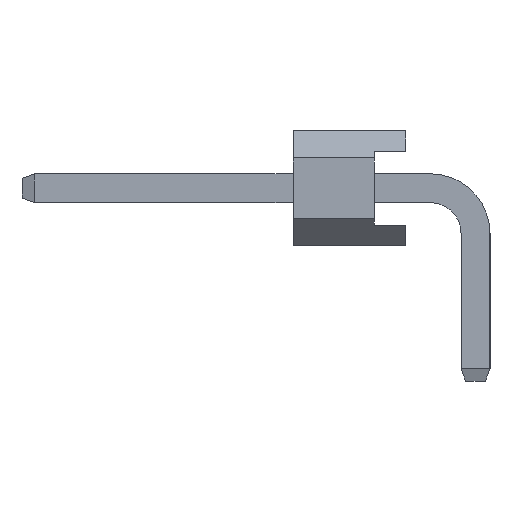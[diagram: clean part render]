
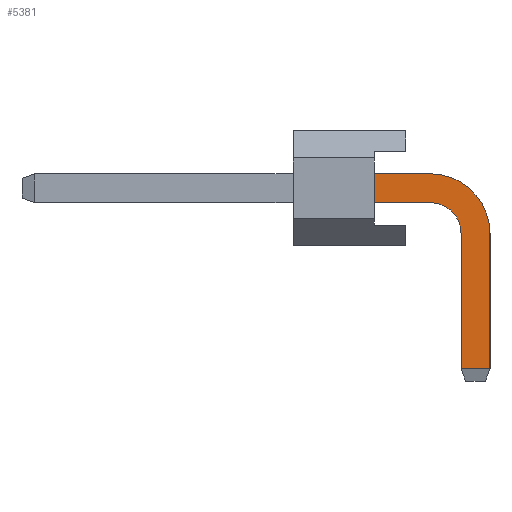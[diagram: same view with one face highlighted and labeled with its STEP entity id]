
A CAD part, left-side view. The second image highlights one B-rep face of the part: STEP entity #5381.
In plain terms, the highlighted planar face has unit normal (-1, 0, 0).
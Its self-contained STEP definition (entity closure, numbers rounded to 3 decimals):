
#5381=ADVANCED_FACE('',(#15037),#15039,.T.);
#15037=FACE_BOUND('',#15038,.T.);
#15038=EDGE_LOOP('',(#22897,#22898,#22899,#22900,#22901,#22902,#22903,#22904));
#15039=PLANE('',#15040);
#15040=AXIS2_PLACEMENT_3D('',#15041,#15042,#15043);
#15041=CARTESIAN_POINT('',(-0.32,0.32,-3.));
#15042=DIRECTION('',(-1.,0.,0.));
#15043=DIRECTION('',(0.,-1.,0.));
#22897=ORIENTED_EDGE('',*,*,#27573,.T.);
#22898=ORIENTED_EDGE('',*,*,#27574,.T.);
#22899=ORIENTED_EDGE('',*,*,#27575,.T.);
#22900=ORIENTED_EDGE('',*,*,#27576,.T.);
#22901=ORIENTED_EDGE('',*,*,#26029,.T.);
#22902=ORIENTED_EDGE('',*,*,#27577,.F.);
#22903=ORIENTED_EDGE('',*,*,#27578,.F.);
#22904=ORIENTED_EDGE('',*,*,#27579,.F.);
#26029=EDGE_CURVE('',#29809,#29810,#29811,.T.);
#27573=EDGE_CURVE('',#32233,#32234,#32235,.T.);
#27574=EDGE_CURVE('',#32234,#32236,#32237,.T.);
#27575=EDGE_CURVE('',#32236,#32238,#32239,.T.);
#27576=EDGE_CURVE('',#32238,#29809,#32240,.T.);
#27577=EDGE_CURVE('',#32241,#29810,#32242,.T.);
#27578=EDGE_CURVE('',#32243,#32241,#32244,.T.);
#27579=EDGE_CURVE('',#32233,#32243,#32245,.T.);
#29809=VERTEX_POINT('',#36257);
#29810=VERTEX_POINT('',#36258);
#29811=LINE('',#36259,#36260);
#32233=VERTEX_POINT('',#41913);
#32234=VERTEX_POINT('',#41914);
#32235=LINE('',#41915,#41916);
#32236=VERTEX_POINT('',#41918);
#32237=LINE('',#41919,#41920);
#32238=VERTEX_POINT('',#41922);
#32239=CIRCLE('',#41923,1.32);
#32240=LINE('',#41927,#41928);
#32241=VERTEX_POINT('',#41930);
#32242=LINE('',#41931,#41932);
#32243=VERTEX_POINT('',#41934);
#32244=CIRCLE('',#41935,0.68);
#32245=LINE('',#41939,#41940);
#36257=CARTESIAN_POINT('',(-0.32,2.24,1.59));
#36258=CARTESIAN_POINT('',(-0.32,2.24,0.95));
#36259=CARTESIAN_POINT('',(-0.32,2.24,1.59));
#36260=VECTOR('',#36261,1.);
#36261=DIRECTION('',(0.,0.,-1.));
#41913=CARTESIAN_POINT('',(-0.32,0.32,-2.725));
#41914=CARTESIAN_POINT('',(-0.32,-0.32,-2.725));
#41915=CARTESIAN_POINT('',(-0.32,0.32,-2.725));
#41916=VECTOR('',#41917,1.);
#41917=DIRECTION('',(0.,-1.,0.));
#41918=CARTESIAN_POINT('',(-0.32,-0.32,0.27));
#41919=CARTESIAN_POINT('',(-0.32,-0.32,-2.725));
#41920=VECTOR('',#41921,1.);
#41921=DIRECTION('',(0.,0.,1.));
#41922=CARTESIAN_POINT('',(-0.32,1.,1.59));
#41923=AXIS2_PLACEMENT_3D('',#41924,#41925,#41926);
#41924=CARTESIAN_POINT('',(-0.32,1.,0.27));
#41925=DIRECTION('',(-1.,-0.,0.));
#41926=DIRECTION('',(0.,-1.,0.));
#41927=CARTESIAN_POINT('',(-0.32,1.,1.59));
#41928=VECTOR('',#41929,1.);
#41929=DIRECTION('',(0.,1.,0.));
#41930=CARTESIAN_POINT('',(-0.32,1.,0.95));
#41931=CARTESIAN_POINT('',(-0.32,1.,0.95));
#41932=VECTOR('',#41933,1.);
#41933=DIRECTION('',(0.,1.,0.));
#41934=CARTESIAN_POINT('',(-0.32,0.32,0.27));
#41935=AXIS2_PLACEMENT_3D('',#41936,#41937,#41938);
#41936=CARTESIAN_POINT('',(-0.32,1.,0.27));
#41937=DIRECTION('',(-1.,-0.,0.));
#41938=DIRECTION('',(0.,-1.,0.));
#41939=CARTESIAN_POINT('',(-0.32,0.32,-2.725));
#41940=VECTOR('',#41941,1.);
#41941=DIRECTION('',(0.,0.,1.));
